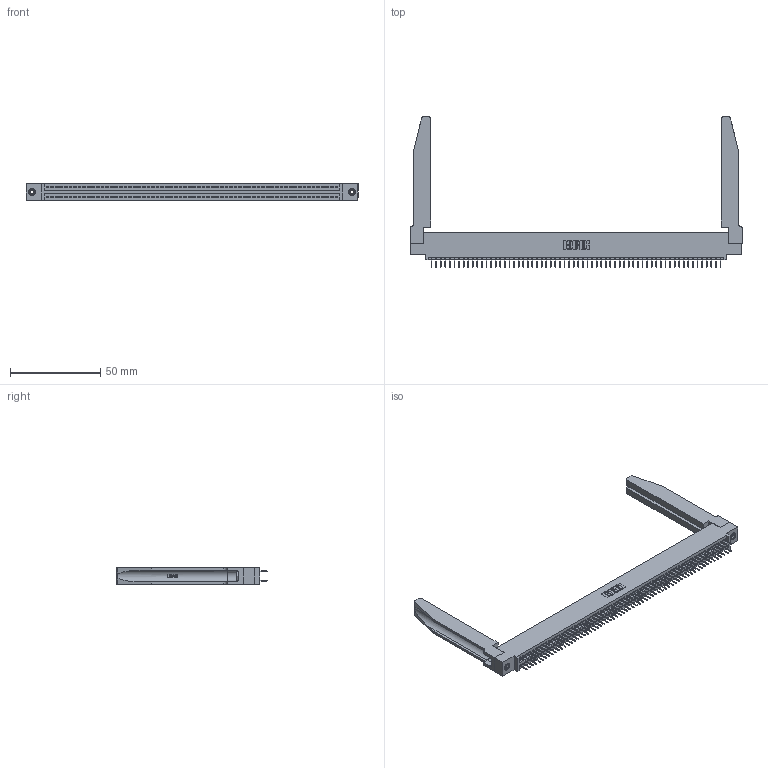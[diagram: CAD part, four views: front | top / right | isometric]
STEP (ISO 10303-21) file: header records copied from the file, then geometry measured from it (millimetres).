
FILE_DESCRIPTION (( 'STEP AP203' ), '1' );
FILE_NAME ('395-128-524-578.STEP', '2019-10-28T18:39:29', ( '' ), ( '' ), 'SwSTEP 2.0', 'SolidWorks 2016', '' );
FILE_SCHEMA (( 'CONFIG_CONTROL_DESIGN' ));
Length unit declared in the file: inch
Products named in the file (5): 395-128-524-578; 345 Part_0.110 Offset - 0.156 Dia-TH; 345-292-001_345-293-124; 345-250-001_345-250-001-102; 345-220-078_345-220-078
Assembly tree (133 placements, depth 2):
  395-128-524-578
    345 Part_0.110 Offset - 0.156 Dia-TH
    345-292-001_345-293-124  x128
    345-250-001_345-250-001-102  x2
    345-220-078_345-220-078  x2
Bounding box: 183.79 x 83.11 x 9.4 mm (x, y, z)
Volume: 25561.6 mm3; surface area: 33144.3 mm2
Topology: 133 solids, 133 shells, 7276 faces, 20545 edges, 13174 vertices
Faces by surface type: plane 5218, cylinder 2006, bspline 36, cone 12, torus 4
Entity records: 52200 total; most frequent: CARTESIAN_POINT 9647, ORIENTED_EDGE 8478, DIRECTION 7473, EDGE_CURVE 4239, VECTOR 3761, LINE 3761, VERTEX_POINT 2816, AXIS2_PLACEMENT_3D 1856
